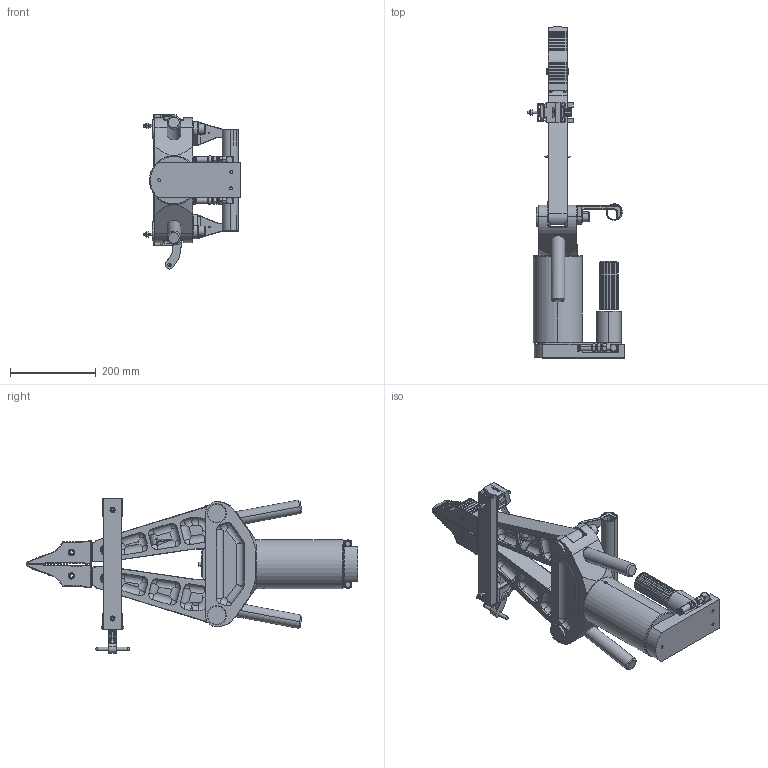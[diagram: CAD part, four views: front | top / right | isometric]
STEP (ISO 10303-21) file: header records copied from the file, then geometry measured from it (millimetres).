
FILE_DESCRIPTION (( 'STEP AP203' ), '1' );
FILE_NAME ('K5024.STEP', '2010-09-20T16:11:22', ( 'PAC' ), ( 'Microsoft' ), 'SwSTEP 2.0', 'SolidWorks 2010', '' );
FILE_SCHEMA (( 'CONFIG_CONTROL_DESIGN' ));
Products named in the file (16): K5024; 4097; K5006_In Use; 1006-1; 2003; 2004; 2005; 2010_compressed; 2011; 2002_HX-SHCS 0.25-20x0.75x0.75-N; 2035 Pack_10" apart; .25-20 x 1.0 lg Hex Bolt_HBOLT 0.2500-20x1x1-N; .25-20 Nylok Nut_MSHXNUT 0.250-20-S-N; 1006-3; 2008 - IN USE K5024; AMK-30CX - SPREADER
Assembly tree (23 placements, depth 4):
  K5024
    AMK-30CX - SPREADER
    4097
    2008 - IN USE K5024
    K5006_In Use
      2010_compressed  x2
      2002_HX-SHCS 0.25-20x0.75x0.75-N  x4
      2004
      1006-1
      2003
      2011  x2
      2035 Pack_10" apart
        .25-20 x 1.0 lg Hex Bolt_HBOLT 0.2500-20x1x1-N  x2
        .25-20 Nylok Nut_MSHXNUT 0.250-20-S-N  x2
      2005
      1006-3  x2
Bounding box: 227.62 x 775.16 x 359.98 mm (x, y, z)
Volume: 715389.1 mm3; surface area: 978169.9 mm2
Topology: 23 solids, 140 shells, 2763 faces, 8386 edges, 5603 vertices
Faces by surface type: plane 978, cylinder 970, torus 410, cone 188, bspline 130, sphere 87
Entity records: 110536 total; most frequent: CARTESIAN_POINT 39154, DIRECTION 15032, ORIENTED_EDGE 13223, EDGE_CURVE 7884, AXIS2_PLACEMENT_3D 5625, VERTEX_POINT 5336, LINE 3782, VECTOR 3782
